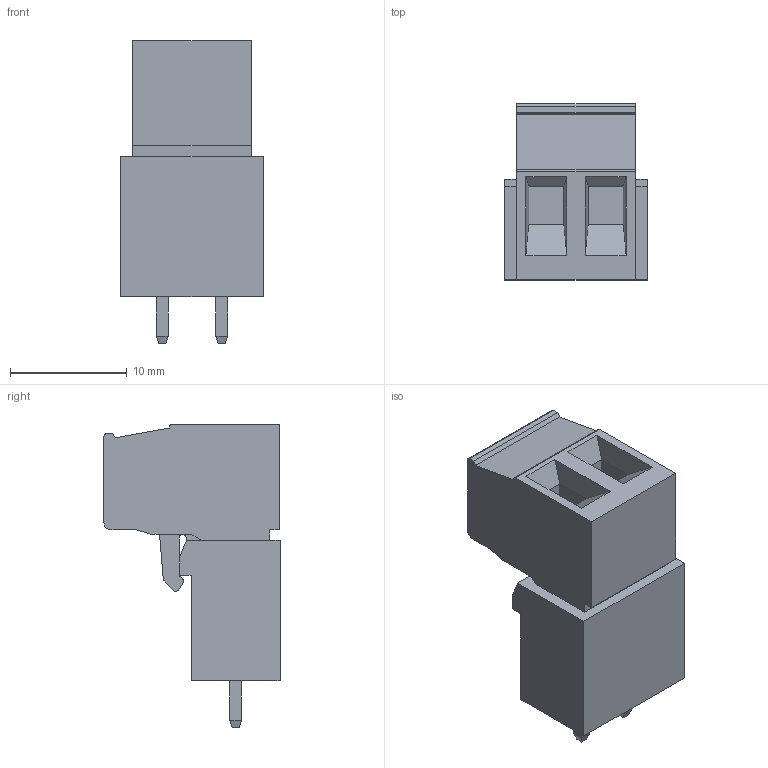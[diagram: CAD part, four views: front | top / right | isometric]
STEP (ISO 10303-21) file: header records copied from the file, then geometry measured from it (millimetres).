
FILE_DESCRIPTION(/* description */ ('model of PhoenixContact_MSTBVA-G_02x5.08mm_Vertical.'),/* implementation_level */ FILE_NAME(/* name */ 'PhoenixContact_MSTBVA-G_02x5.08mm_Vertical..stp',/* time_stamp */ '2017-06-08T17:37:31',/* author */ ('Rene Poeschl',''),/* organization */ (''),/* preprocessor_version */ '',/* originating_system */ '',/* authorisation */ '');
FILE_NAME(/* name */ 'PhoenixContact_MSTBVA-G_02x5.08mm_Vertical..stp',/* time_stamp */ '2017-06-08T17:37:31',/* author */ ('Rene Poeschl',''),/* organization */ (''),/* preprocessor_version */ '',/* originating_system */ '',/* authorisation */ '');
FILE_SCHEMA(('AUTOMOTIVE_DESIGN_CC2 { 1 2 10303 214 -1 1 5 4 }'));
Length unit declared in the file: millimetre
Products named in the file (1): MSTBVA_01x02_G_5_08mm
Bounding box: 12.16 x 15.05 x 25.9 mm (x, y, z)
Volume: 2429.4 mm3; surface area: 1524.2 mm2
Topology: 1 solids, 1 shells, 104 faces, 270 edges, 172 vertices
Faces by surface type: plane 83, cylinder 13, bspline 8
Full cylindrical faces by diameter (mm): 3.8 x2
Entity records: 3855 total; most frequent: CARTESIAN_POINT 579, ORIENTED_EDGE 540, DIRECTION 492, EDGE_CURVE 270, LINE 226, VECTOR 226, VERTEX_POINT 172, AXIS2_PLACEMENT_3D 133
